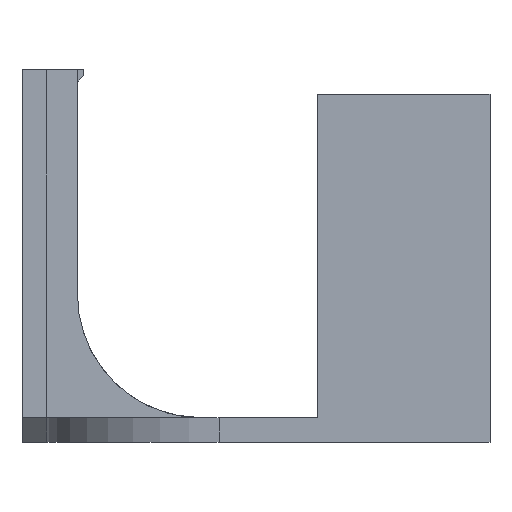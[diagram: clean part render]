
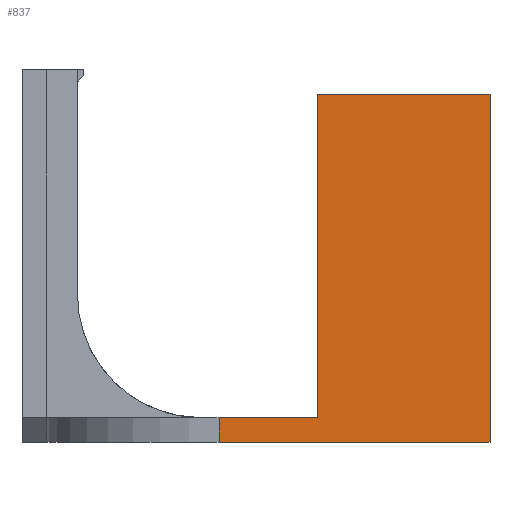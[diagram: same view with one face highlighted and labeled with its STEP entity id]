
A CAD part, front view. The second image highlights one B-rep face of the part: STEP entity #837.
In plain terms, the highlighted planar face has unit normal (0, -1, 0).
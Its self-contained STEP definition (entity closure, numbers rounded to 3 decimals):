
#90=FACE_OUTER_BOUND('',#134,.T.);
#134=EDGE_LOOP('',(#733,#734,#735,#736,#737,#738));
#169=LINE('',#1205,#265);
#184=LINE('',#1238,#280);
#226=LINE('',#1365,#322);
#230=LINE('',#1382,#326);
#231=LINE('',#1385,#327);
#232=LINE('',#1386,#328);
#265=VECTOR('',#963,10.);
#280=VECTOR('',#988,10.);
#322=VECTOR('',#1100,10.);
#326=VECTOR('',#1124,10.);
#327=VECTOR('',#1127,10.);
#328=VECTOR('',#1128,10.);
#357=VERTEX_POINT('',#1202);
#358=VERTEX_POINT('',#1204);
#370=VERTEX_POINT('',#1235);
#371=VERTEX_POINT('',#1237);
#408=VERTEX_POINT('',#1380);
#409=VERTEX_POINT('',#1384);
#440=EDGE_CURVE('',#357,#358,#169,.T.);
#456=EDGE_CURVE('',#371,#370,#184,.T.);
#516=EDGE_CURVE('',#371,#357,#226,.T.);
#523=EDGE_CURVE('',#370,#408,#230,.T.);
#524=EDGE_CURVE('',#409,#408,#231,.T.);
#525=EDGE_CURVE('',#409,#358,#232,.T.);
#733=ORIENTED_EDGE('',*,*,#456,.T.);
#734=ORIENTED_EDGE('',*,*,#523,.T.);
#735=ORIENTED_EDGE('',*,*,#524,.F.);
#736=ORIENTED_EDGE('',*,*,#525,.T.);
#737=ORIENTED_EDGE('',*,*,#440,.F.);
#738=ORIENTED_EDGE('',*,*,#516,.F.);
#796=PLANE('',#913);
#837=ADVANCED_FACE('',(#90),#796,.T.);
#913=AXIS2_PLACEMENT_3D('',#1383,#1125,#1126);
#963=DIRECTION('',(1.,0.,0.));
#988=DIRECTION('',(-1.,0.,0.));
#1100=DIRECTION('',(0.,0.,1.));
#1124=DIRECTION('',(0.,0.,-1.));
#1125=DIRECTION('center_axis',(0.,-1.,0.));
#1126=DIRECTION('ref_axis',(-1.,0.,0.));
#1127=DIRECTION('',(-1.,0.,0.));
#1128=DIRECTION('',(0.,0.,1.));
#1202=CARTESIAN_POINT('',(18.,-13.,26.25));
#1204=CARTESIAN_POINT('',(32.,-13.,26.25));
#1205=CARTESIAN_POINT('',(32.,-13.,26.25));
#1235=CARTESIAN_POINT('',(10.,-13.,0.));
#1237=CARTESIAN_POINT('',(18.,-13.,0.));
#1238=CARTESIAN_POINT('',(32.,-13.,0.));
#1365=CARTESIAN_POINT('',(18.,-13.,0.));
#1380=CARTESIAN_POINT('',(10.,-13.,-2.));
#1382=CARTESIAN_POINT('',(10.,-13.,0.));
#1383=CARTESIAN_POINT('Origin',(32.,-13.,0.));
#1384=CARTESIAN_POINT('',(32.,-13.,-2.));
#1385=CARTESIAN_POINT('',(32.,-13.,-2.));
#1386=CARTESIAN_POINT('',(32.,-13.,0.));
